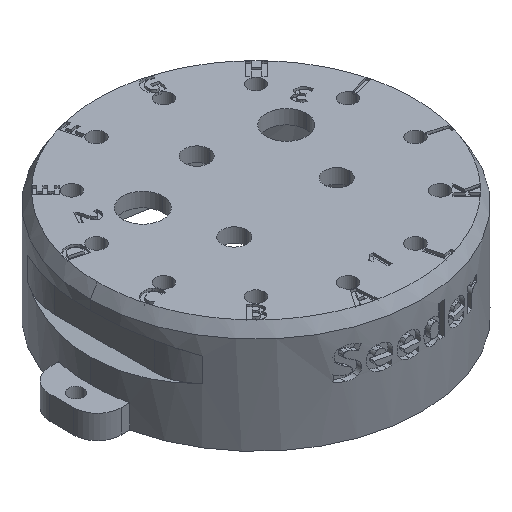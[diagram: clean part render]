
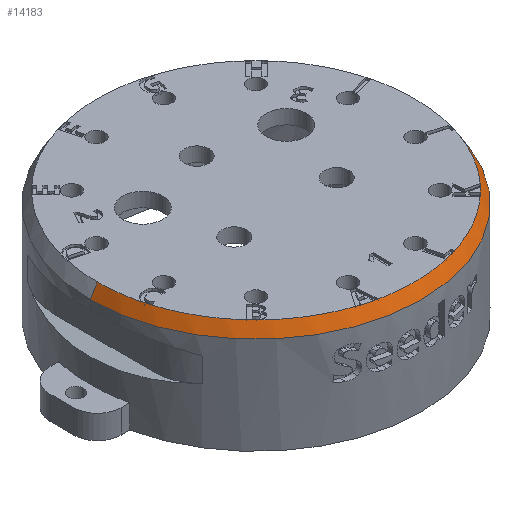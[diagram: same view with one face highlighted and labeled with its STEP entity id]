
A CAD part, isometric view. The second image highlights one B-rep face of the part: STEP entity #14183.
In plain terms, the highlighted conical face has half-angle 30.964 degrees and reference radius 33.5 mm.
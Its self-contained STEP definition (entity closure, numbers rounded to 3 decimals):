
#90 = CARTESIAN_POINT ( 'NONE',  ( 0., 0., 12.5 ) ) ;
#210 = AXIS2_PLACEMENT_3D ( 'NONE', #8655, #14635, #7738 ) ;
#543 = VERTEX_POINT ( 'NONE', #2734 ) ;
#565 = LINE ( 'NONE', #2800, #11270 ) ;
#745 = EDGE_CURVE ( 'NONE', #2206, #13744, #11510, .T. ) ;
#811 = ORIENTED_EDGE ( 'NONE', *, *, #6586, .F. ) ;
#826 = DIRECTION ( 'NONE',  ( 0., 0., 1. ) ) ;
#978 = ORIENTED_EDGE ( 'NONE', *, *, #11131, .T. ) ;
#979 = CARTESIAN_POINT ( 'NONE',  ( 32.268, -9.003, 15. ) ) ;
#1126 = CARTESIAN_POINT ( 'NONE',  ( 32.224, -9.452, 14.863 ) ) ;
#1311 = CIRCLE ( 'NONE', #9564, 35. ) ;
#1338 = ORIENTED_EDGE ( 'NONE', *, *, #7825, .F. ) ;
#2052 = CIRCLE ( 'NONE', #5201, 33.5 ) ;
#2125 = VERTEX_POINT ( 'NONE', #979 ) ;
#2206 = VERTEX_POINT ( 'NONE', #15312 ) ;
#2361 = ORIENTED_EDGE ( 'NONE', *, *, #6358, .F. ) ;
#2410 = CARTESIAN_POINT ( 'NONE',  ( 32.266, -9.297, 14.869 ) ) ;
#2533 = B_SPLINE_CURVE_WITH_KNOTS ( 'NONE', 3,
 ( #5952, #14196, #9718, #13114 ),
 .UNSPECIFIED., .F., .F.,
 ( 4, 4 ),
 ( 0., 0. ),
 .UNSPECIFIED. ) ;
#2734 = CARTESIAN_POINT ( 'NONE',  ( 33.5, 0., 15. ) ) ;
#2800 = CARTESIAN_POINT ( 'NONE',  ( -33.5, 0., 15. ) ) ;
#3040 = CARTESIAN_POINT ( 'NONE',  ( 0., 0., 15. ) ) ;
#3058 = CIRCLE ( 'NONE', #12294, 33.5 ) ;
#3133 = ORIENTED_EDGE ( 'NONE', *, *, #745, .F. ) ;
#3242 = VERTEX_POINT ( 'NONE', #11097 ) ;
#3693 = CARTESIAN_POINT ( 'NONE',  ( 32.044, -9.822, 14.975 ) ) ;
#4228 = DIRECTION ( 'NONE',  ( 1., 0., 0. ) ) ;
#4310 = CIRCLE ( 'NONE', #210, 33.5 ) ;
#4391 = CARTESIAN_POINT ( 'NONE',  ( 0., 0., 15. ) ) ;
#4685 = CARTESIAN_POINT ( 'NONE',  ( 32.268, -9.003, 15. ) ) ;
#5201 = AXIS2_PLACEMENT_3D ( 'NONE', #4391, #826, #13817 ) ;
#5848 = CARTESIAN_POINT ( 'NONE',  ( 32.073, -9.829, 14.924 ) ) ;
#5912 = VERTEX_POINT ( 'NONE', #15209 ) ;
#5952 = CARTESIAN_POINT ( 'NONE',  ( 32.073, -9.829, 14.924 ) ) ;
#5969 = DIRECTION ( 'NONE',  ( 1., 0., 0. ) ) ;
#6322 = CARTESIAN_POINT ( 'NONE',  ( 35., 0., 12.5 ) ) ;
#6358 = EDGE_CURVE ( 'NONE', #5912, #2206, #4310, .T. ) ;
#6586 = EDGE_CURVE ( 'NONE', #543, #10038, #10477, .T. ) ;
#7248 = DIRECTION ( 'NONE',  ( 0., 0., -1. ) ) ;
#7738 = DIRECTION ( 'NONE',  ( 1., 0., 0. ) ) ;
#7825 = EDGE_CURVE ( 'NONE', #2125, #543, #3058, .T. ) ;
#7862 = ORIENTED_EDGE ( 'NONE', *, *, #11857, .F. ) ;
#8005 = AXIS2_PLACEMENT_3D ( 'NONE', #14954, #10317, #11353 ) ;
#8037 = ORIENTED_EDGE ( 'NONE', *, *, #14842, .F. ) ;
#8092 = CARTESIAN_POINT ( 'NONE',  ( 32.283, -9.139, 14.915 ) ) ;
#8655 = CARTESIAN_POINT ( 'NONE',  ( 0., 0., 15. ) ) ;
#8996 = B_SPLINE_CURVE_WITH_KNOTS ( 'NONE', 3,
 ( #1126, #2410, #8092, #4685 ),
 .UNSPECIFIED., .F., .F.,
 ( 4, 4 ),
 ( 0., 0. ),
 .UNSPECIFIED. ) ;
#9450 = EDGE_CURVE ( 'NONE', #3242, #2125, #8996, .T. ) ;
#9536 = CARTESIAN_POINT ( 'NONE',  ( 32.029, -9.818, 15. ) ) ;
#9564 = AXIS2_PLACEMENT_3D ( 'NONE', #90, #7248, #5969 ) ;
#9718 = CARTESIAN_POINT ( 'NONE',  ( 32.191, -9.587, 14.853 ) ) ;
#10038 = VERTEX_POINT ( 'NONE', #6322 ) ;
#10317 = DIRECTION ( 'NONE',  ( 0., 0., -1. ) ) ;
#10379 = ORIENTED_EDGE ( 'NONE', *, *, #9450, .F. ) ;
#10477 = LINE ( 'NONE', #10510, #14884 ) ;
#10510 = CARTESIAN_POINT ( 'NONE',  ( 33.5, 0., 15. ) ) ;
#10722 = CARTESIAN_POINT ( 'NONE',  ( 32.058, -9.825, 14.949 ) ) ;
#10777 = CARTESIAN_POINT ( 'NONE',  ( 32.073, -9.829, 14.924 ) ) ;
#11097 = CARTESIAN_POINT ( 'NONE',  ( 32.224, -9.452, 14.863 ) ) ;
#11131 = EDGE_CURVE ( 'NONE', #12674, #12025, #565, .T. ) ;
#11270 = VECTOR ( 'NONE', #14519, 1000. ) ;
#11291 = DIRECTION ( 'NONE',  ( 0., 0., 1. ) ) ;
#11353 = DIRECTION ( 'NONE',  ( -1., 0., 0. ) ) ;
#11510 = B_SPLINE_CURVE_WITH_KNOTS ( 'NONE', 3,
 ( #9536, #3693, #10722, #10777 ),
 .UNSPECIFIED., .F., .F.,
 ( 4, 4 ),
 ( 0., 0. ),
 .UNSPECIFIED. ) ;
#11856 = CARTESIAN_POINT ( 'NONE',  ( -35., 0., 12.5 ) ) ;
#11857 = EDGE_CURVE ( 'NONE', #12674, #5912, #2052, .T. ) ;
#12025 = VERTEX_POINT ( 'NONE', #11856 ) ;
#12294 = AXIS2_PLACEMENT_3D ( 'NONE', #3040, #11291, #4228 ) ;
#12674 = VERTEX_POINT ( 'NONE', #13241 ) ;
#12750 = FACE_OUTER_BOUND ( 'NONE', #15193, .T. ) ;
#13114 = CARTESIAN_POINT ( 'NONE',  ( 32.224, -9.452, 14.863 ) ) ;
#13241 = CARTESIAN_POINT ( 'NONE',  ( -33.5, 0., 15. ) ) ;
#13744 = VERTEX_POINT ( 'NONE', #5848 ) ;
#13817 = DIRECTION ( 'NONE',  ( 1., 0., 0. ) ) ;
#13870 = ORIENTED_EDGE ( 'NONE', *, *, #14295, .F. ) ;
#14048 = DIRECTION ( 'NONE',  ( 0.514, 0., -0.857 ) ) ;
#14183 = ADVANCED_FACE ( 'NONE', ( #12750 ), #14515, .T. ) ;
#14196 = CARTESIAN_POINT ( 'NONE',  ( 32.138, -9.716, 14.876 ) ) ;
#14295 = EDGE_CURVE ( 'NONE', #10038, #12025, #1311, .T. ) ;
#14515 = CONICAL_SURFACE ( 'NONE', #8005, 33.5, 0.54 ) ;
#14519 = DIRECTION ( 'NONE',  ( -0.514, 0., -0.857 ) ) ;
#14635 = DIRECTION ( 'NONE',  ( 0., 0., 1. ) ) ;
#14842 = EDGE_CURVE ( 'NONE', #13744, #3242, #2533, .T. ) ;
#14884 = VECTOR ( 'NONE', #14048, 1000. ) ;
#14954 = CARTESIAN_POINT ( 'NONE',  ( 0., 0., 15. ) ) ;
#15193 = EDGE_LOOP ( 'NONE', ( #811, #1338, #10379, #8037, #3133, #2361, #7862, #978, #13870 ) ) ;
#15209 = CARTESIAN_POINT ( 'NONE',  ( -10.707, -31.743, 15. ) ) ;
#15312 = CARTESIAN_POINT ( 'NONE',  ( 32.029, -9.818, 15. ) ) ;
